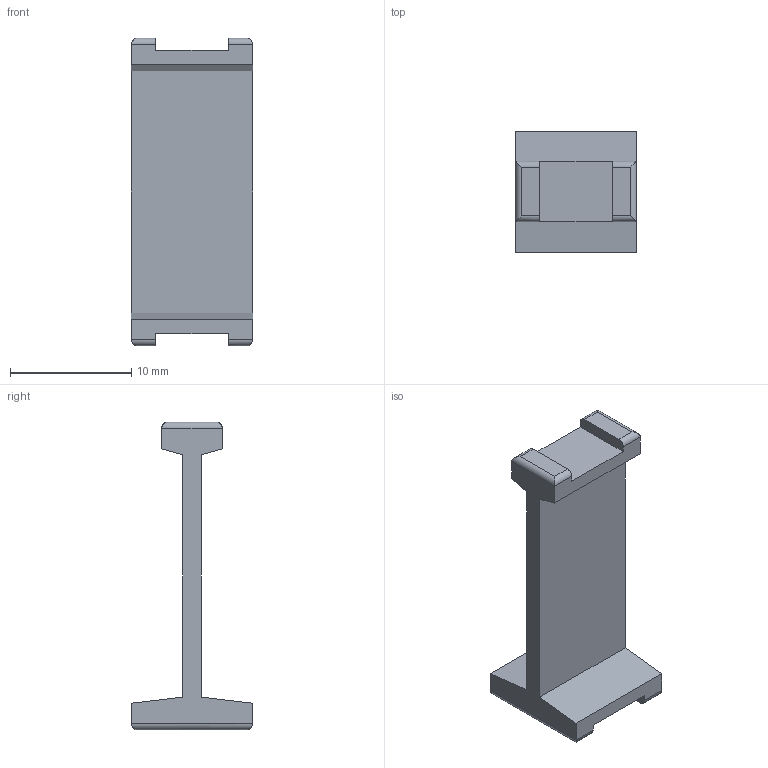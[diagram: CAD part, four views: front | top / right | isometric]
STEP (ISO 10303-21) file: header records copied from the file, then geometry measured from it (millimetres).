
FILE_DESCRIPTION(('HOOPS Exchange Step'),'2;1');
FILE_NAME('export-4D819B5F-D42D-4532-BC8B-F76444E2B7AE.stp','2023-06-20T10:58:06+02:00',('Engineering'),('Alibre'),'HOOPS Exchange 2021.0','Alibre','Unknown authorisation');
FILE_SCHEMA( ('AP242_MANAGED_MODEL_BASED_3D_ENGINEERING_MIM_LF {1 0 10303 442 1 1 4 }') );
Length unit declared in the file: millimetre
Products named in the file (2): 6326-1 IGUS Separators 1185.01 for R117 series; 6326 IGUS Separators 1185.01 for R117 series
Assembly tree (1 placements, depth 2):
  6326 IGUS Separators 1185.01 for R117 series
    6326-1 IGUS Separators 1185.01 for R117 series
Bounding box: 10 x 10 x 25.4 mm (x, y, z)
Volume: 582.6 mm3; surface area: 890.4 mm2
Topology: 1 solids, 1 shells, 34 faces, 88 edges, 56 vertices
Faces by surface type: plane 22, cylinder 12
Entity records: 1092 total; most frequent: CARTESIAN_POINT 183, DIRECTION 182, ORIENTED_EDGE 176, EDGE_CURVE 88, VECTOR 72, LINE 72, VERTEX_POINT 56, AXIS2_PLACEMENT_3D 55
